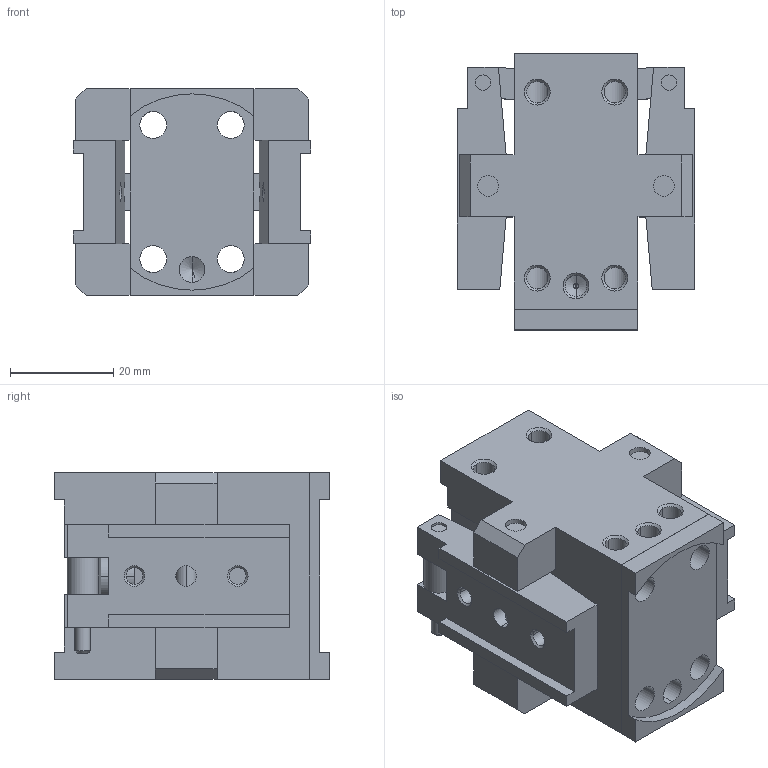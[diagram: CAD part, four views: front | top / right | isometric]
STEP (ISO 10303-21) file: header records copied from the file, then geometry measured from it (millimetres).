
FILE_DESCRIPTION( ( '' ), '1' );
FILE_NAME( '0g530_op630ghb_0_2_14a.stp', '2010-10-25T15:49:44', ( '' ), ( '' ), ' ', ' ', ' ' );
FILE_SCHEMA( ( 'automotive_design' ) );
Length unit declared in the file: millimetre
Products named in the file (6): 1; 2; 3; 4; 5; 6
Bounding box: 46 x 53.4 x 40 mm (x, y, z)
Volume: 55984.8 mm3; surface area: 25803.2 mm2
Topology: 6 solids, 6 shells, 294 faces, 762 edges, 481 vertices
Faces by surface type: plane 124, cylinder 116, cone 54
Entity records: 18278 total; most frequent: CARTESIAN_POINT 2143, DIRECTION 1598, STYLED_ITEM 1537, PRESENTATION_STYLE_ASSIGNMENT 1537, COLOUR_RGB 1537, ORIENTED_EDGE 1512, EDGE_CURVE 756, CURVE_STYLE 756
